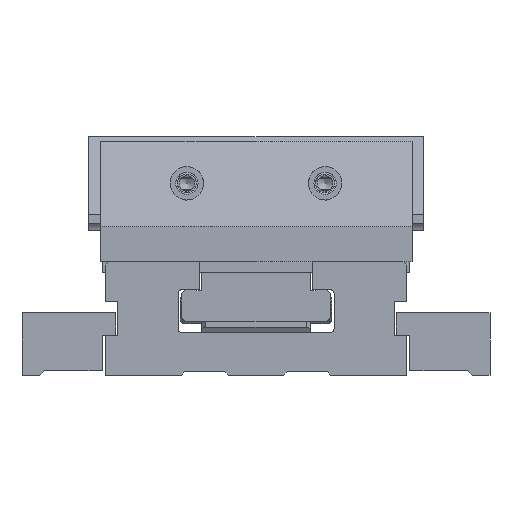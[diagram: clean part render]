
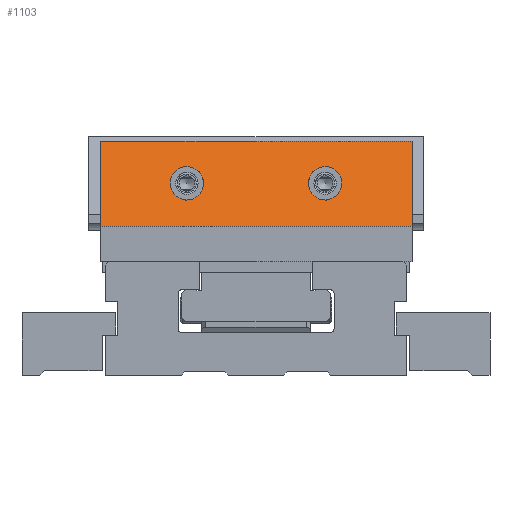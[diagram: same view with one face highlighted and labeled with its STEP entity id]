
A CAD part, left-side view. The second image highlights one B-rep face of the part: STEP entity #1103.
In plain terms, the highlighted planar face has unit normal (-0.924, 0, 0.383).
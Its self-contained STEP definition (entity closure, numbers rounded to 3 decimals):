
#110=ELLIPSE('',#8323,8.118,7.5);
#111=ELLIPSE('',#8329,8.118,7.5);
#530=FACE_BOUND('',#2255,.T.);
#531=FACE_BOUND('',#2256,.T.);
#532=FACE_BOUND('',#2257,.T.);
#1103=ADVANCED_FACE('',(#530,#531,#532),#1499,.F.);
#1499=PLANE('',#8331);
#2255=EDGE_LOOP('',(#3180,#3181,#3182,#3183));
#2256=EDGE_LOOP('',(#3184));
#2257=EDGE_LOOP('',(#3185));
#3180=ORIENTED_EDGE('',*,*,#5793,.F.);
#3181=ORIENTED_EDGE('',*,*,#5783,.F.);
#3182=ORIENTED_EDGE('',*,*,#5806,.F.);
#3183=ORIENTED_EDGE('',*,*,#5812,.F.);
#3184=ORIENTED_EDGE('',*,*,#5831,.T.);
#3185=ORIENTED_EDGE('',*,*,#5834,.F.);
#4972=VERTEX_POINT('',#11914);
#4973=VERTEX_POINT('',#11916);
#4982=VERTEX_POINT('',#11936);
#4991=VERTEX_POINT('',#11958);
#5006=VERTEX_POINT('',#12010);
#5009=VERTEX_POINT('',#12019);
#5783=EDGE_CURVE('',#4972,#4973,#6714,.T.);
#5793=EDGE_CURVE('',#4973,#4982,#6723,.T.);
#5806=EDGE_CURVE('',#4991,#4972,#6735,.T.);
#5812=EDGE_CURVE('',#4982,#4991,#6741,.T.);
#5831=EDGE_CURVE('',#5006,#5006,#110,.T.);
#5834=EDGE_CURVE('',#5009,#5009,#111,.T.);
#6714=LINE('',#11915,#7452);
#6723=LINE('',#11935,#7461);
#6735=LINE('',#11959,#7473);
#6741=LINE('',#11970,#7479);
#7452=VECTOR('',#9305,1.);
#7461=VECTOR('',#9318,1.);
#7473=VECTOR('',#9334,1.);
#7479=VECTOR('',#9344,1.);
#8323=AXIS2_PLACEMENT_3D('',#12009,#9391,#9392);
#8329=AXIS2_PLACEMENT_3D('',#12018,#9403,#9404);
#8331=AXIS2_PLACEMENT_3D('',#12021,#9407,#9408);
#9305=DIRECTION('',(0.,-1.,0.));
#9318=DIRECTION('',(-0.383,0.,-0.924));
#9334=DIRECTION('',(0.383,0.,0.924));
#9344=DIRECTION('',(0.,1.,0.));
#9391=DIRECTION('',(0.924,0.,-0.383));
#9392=DIRECTION('',(0.383,0.,0.924));
#9403=DIRECTION('',(-0.924,0.,0.383));
#9404=DIRECTION('',(0.383,0.,0.924));
#9407=DIRECTION('',(0.924,0.,-0.383));
#9408=DIRECTION('',(-0.383,0.,-0.924));
#11914=CARTESIAN_POINT('',(15.823,137.5,105.4));
#11915=CARTESIAN_POINT('',(15.823,67.5,105.4));
#11916=CARTESIAN_POINT('',(15.823,-2.5,105.4));
#11935=CARTESIAN_POINT('',(8.439,-2.5,87.573));
#11936=CARTESIAN_POINT('',(0.,-2.5,67.2));
#11958=CARTESIAN_POINT('',(0.,137.5,67.2));
#11959=CARTESIAN_POINT('',(8.439,137.5,87.573));
#11970=CARTESIAN_POINT('',(0.,67.5,67.2));
#12009=CARTESIAN_POINT('',(7.994,36.5,86.5));
#12010=CARTESIAN_POINT('',(11.101,36.5,94.));
#12018=CARTESIAN_POINT('',(7.994,98.5,86.5));
#12019=CARTESIAN_POINT('',(11.101,98.5,94.));
#12021=CARTESIAN_POINT('',(0.,67.5,67.2));
